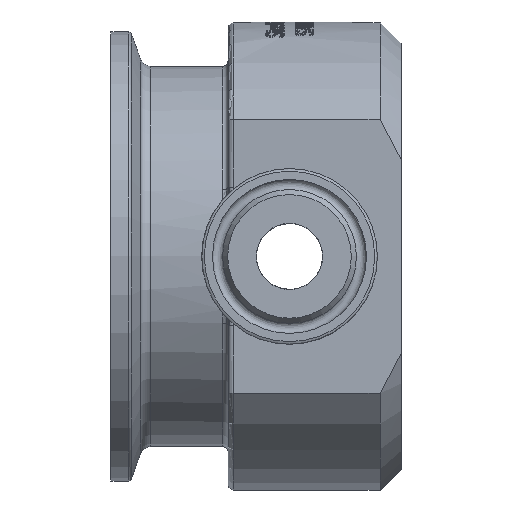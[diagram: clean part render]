
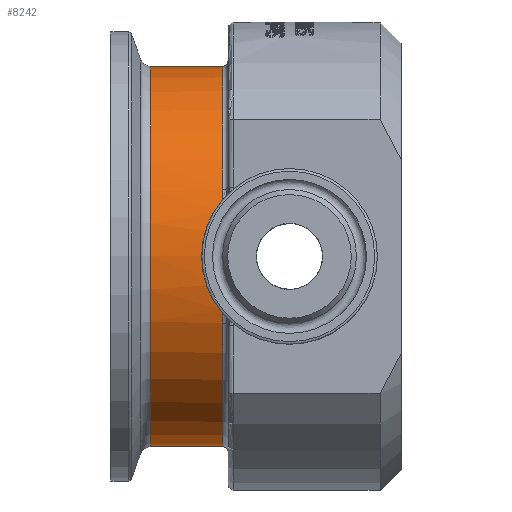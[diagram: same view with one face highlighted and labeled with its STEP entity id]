
A CAD part, left-side view. The second image highlights one B-rep face of the part: STEP entity #8242.
In plain terms, the highlighted cylindrical face has radius 27.051 mm (diameter 54.102 mm), a full revolution.
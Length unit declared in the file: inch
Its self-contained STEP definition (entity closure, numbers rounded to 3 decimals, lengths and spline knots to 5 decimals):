
#168=FACE_BOUND('',#2468,.T.);
#414=CYLINDRICAL_SURFACE('',#8762,1.065);
#1924=FACE_OUTER_BOUND('',#2467,.T.);
#2467=EDGE_LOOP('',(#7496));
#2468=EDGE_LOOP('',(#7497,#7498,#7499,#7500,#7501,#7502));
#2719=CIRCLE('',#8749,1.065);
#2721=CIRCLE('',#8752,1.065);
#2725=CIRCLE('',#8763,1.065);
#2744=B_SPLINE_CURVE_WITH_KNOTS('',3,(#10494,#10495,#10496,#10497,#10498,
#10499,#10500,#10501,#10502,#10503,#10504,#10505,#10506,#10507,#10508,#10509),
 .UNSPECIFIED.,.F.,.F.,(4,3,3,3,3,4),(0.49995,0.58281,
0.71359,0.84088,0.93944,1.),.UNSPECIFIED.);
#2746=B_SPLINE_CURVE_WITH_KNOTS('',3,(#10618,#10619,#10620,#10621,#10622,
#10623,#10624,#10625,#10626,#10627,#10628,#10629,#10630,#10631,#10632,#10633),
 .UNSPECIFIED.,.F.,.F.,(4,3,3,3,3,4),(0.,0.09665,0.20789,
0.35858,0.47234,0.49995),.UNSPECIFIED.);
#2763=B_SPLINE_CURVE_WITH_KNOTS('',3,(#11505,#11506,#11507,#11508,#11509,
#11510,#11511,#11512,#11513,#11514,#11515,#11516,#11517,#11518,#11519,#11520),
 .UNSPECIFIED.,.F.,.F.,(4,3,3,3,3,4),(0.49995,0.58281,
0.71359,0.84088,0.93944,1.),.UNSPECIFIED.);
#2765=B_SPLINE_CURVE_WITH_KNOTS('',3,(#11629,#11630,#11631,#11632,#11633,
#11634,#11635,#11636,#11637,#11638,#11639,#11640,#11641,#11642,#11643,#11644),
 .UNSPECIFIED.,.F.,.F.,(4,3,3,3,3,4),(0.,0.09665,0.20789,
0.35858,0.47234,0.49995),.UNSPECIFIED.);
#3167=VERTEX_POINT('',#10485);
#3168=VERTEX_POINT('',#10493);
#3170=VERTEX_POINT('',#10616);
#3191=VERTEX_POINT('',#11496);
#3192=VERTEX_POINT('',#11504);
#3194=VERTEX_POINT('',#11627);
#3960=VERTEX_POINT('',#19330);
#3980=EDGE_CURVE('',#3167,#3168,#2744,.T.);
#3984=EDGE_CURVE('',#3170,#3167,#2746,.T.);
#4014=EDGE_CURVE('',#3191,#3192,#2763,.T.);
#4018=EDGE_CURVE('',#3194,#3191,#2765,.T.);
#5139=EDGE_CURVE('',#3192,#3170,#2719,.T.);
#5141=EDGE_CURVE('',#3168,#3194,#2721,.T.);
#5158=EDGE_CURVE('',#3960,#3960,#2725,.T.);
#7496=ORIENTED_EDGE('',*,*,#5158,.F.);
#7497=ORIENTED_EDGE('',*,*,#3984,.F.);
#7498=ORIENTED_EDGE('',*,*,#5139,.F.);
#7499=ORIENTED_EDGE('',*,*,#4014,.F.);
#7500=ORIENTED_EDGE('',*,*,#4018,.F.);
#7501=ORIENTED_EDGE('',*,*,#5141,.F.);
#7502=ORIENTED_EDGE('',*,*,#3980,.F.);
#8242=ADVANCED_FACE('',(#1924,#168),#414,.T.);
#8749=AXIS2_PLACEMENT_3D('',#19294,#10256,#10257);
#8752=AXIS2_PLACEMENT_3D('',#19297,#10262,#10263);
#8762=AXIS2_PLACEMENT_3D('',#19329,#10293,#10294);
#8763=AXIS2_PLACEMENT_3D('',#19331,#10295,#10296);
#10256=DIRECTION('center_axis',(0.,-1.,0.));
#10257=DIRECTION('ref_axis',(0.,0.,-1.));
#10262=DIRECTION('center_axis',(0.,-1.,0.));
#10263=DIRECTION('ref_axis',(0.,0.,1.));
#10293=DIRECTION('center_axis',(0.,-1.,0.));
#10294=DIRECTION('ref_axis',(1.,0.,0.));
#10295=DIRECTION('center_axis',(0.,1.,0.));
#10296=DIRECTION('ref_axis',(-1.,0.,0.));
#10485=CARTESIAN_POINT('',(1.065,-0.626,0.));
#10493=CARTESIAN_POINT('',(0.99674,-0.626,0.37514));
#10494=CARTESIAN_POINT('Ctrl Pts',(1.06501,-0.626,
0.));
#10495=CARTESIAN_POINT('Ctrl Pts',(1.06502,-0.626,
0.02504));
#10496=CARTESIAN_POINT('Ctrl Pts',(1.06414,-0.626,
0.05008));
#10497=CARTESIAN_POINT('Ctrl Pts',(1.06228,-0.626,
0.07606));
#10498=CARTESIAN_POINT('Ctrl Pts',(1.05934,-0.626,
0.11707));
#10499=CARTESIAN_POINT('Ctrl Pts',(1.05367,-0.626,
0.1602));
#10500=CARTESIAN_POINT('Ctrl Pts',(1.04599,-0.626,
0.20033));
#10501=CARTESIAN_POINT('Ctrl Pts',(1.03851,-0.626,
0.23939));
#10502=CARTESIAN_POINT('Ctrl Pts',(1.02929,-0.626,
0.27498));
#10503=CARTESIAN_POINT('Ctrl Pts',(1.02109,-0.626,
0.30265));
#10504=CARTESIAN_POINT('Ctrl Pts',(1.01474,-0.626,0.32407));
#10505=CARTESIAN_POINT('Ctrl Pts',(1.00913,-0.626,
0.3407));
#10506=CARTESIAN_POINT('Ctrl Pts',(1.00453,-0.626,
0.35375));
#10507=CARTESIAN_POINT('Ctrl Pts',(1.00171,-0.626,
0.36176));
#10508=CARTESIAN_POINT('Ctrl Pts',(0.99924,-0.626,
0.3685));
#10509=CARTESIAN_POINT('Ctrl Pts',(0.99674,-0.626,
0.37514));
#10616=CARTESIAN_POINT('',(0.99674,-0.626,-0.37514));
#10618=CARTESIAN_POINT('Ctrl Pts',(0.99674,-0.626,
-0.37514));
#10619=CARTESIAN_POINT('Ctrl Pts',(1.00073,-0.626,
-0.36454));
#10620=CARTESIAN_POINT('Ctrl Pts',(1.00477,-0.626,
-0.35345));
#10621=CARTESIAN_POINT('Ctrl Pts',(1.00995,-0.626,
-0.33797));
#10622=CARTESIAN_POINT('Ctrl Pts',(1.01592,-0.626,
-0.32015));
#10623=CARTESIAN_POINT('Ctrl Pts',(1.02331,-0.626,
-0.29656));
#10624=CARTESIAN_POINT('Ctrl Pts',(1.03081,-0.626,
-0.26768));
#10625=CARTESIAN_POINT('Ctrl Pts',(1.04097,-0.626,
-0.22856));
#10626=CARTESIAN_POINT('Ctrl Pts',(1.05077,-0.626,-0.18018));
#10627=CARTESIAN_POINT('Ctrl Pts',(1.0568,-0.626,
-0.13194));
#10628=CARTESIAN_POINT('Ctrl Pts',(1.06134,-0.626,-0.09551));
#10629=CARTESIAN_POINT('Ctrl Pts',(1.06389,-0.626,
-0.05958));
#10630=CARTESIAN_POINT('Ctrl Pts',(1.06471,-0.626,
-0.02506));
#10631=CARTESIAN_POINT('Ctrl Pts',(1.0649,-0.626,
-0.01669));
#10632=CARTESIAN_POINT('Ctrl Pts',(1.065,-0.626,
-0.00834));
#10633=CARTESIAN_POINT('Ctrl Pts',(1.06501,-0.626,
0.));
#11496=CARTESIAN_POINT('',(-1.065,-0.626,0.));
#11504=CARTESIAN_POINT('',(-0.99674,-0.626,-0.37514));
#11505=CARTESIAN_POINT('Ctrl Pts',(-1.06501,-0.626,
0.));
#11506=CARTESIAN_POINT('Ctrl Pts',(-1.06502,-0.626,
-0.02504));
#11507=CARTESIAN_POINT('Ctrl Pts',(-1.06414,-0.626,
-0.05008));
#11508=CARTESIAN_POINT('Ctrl Pts',(-1.06228,-0.626,
-0.07606));
#11509=CARTESIAN_POINT('Ctrl Pts',(-1.05934,-0.626,
-0.11707));
#11510=CARTESIAN_POINT('Ctrl Pts',(-1.05367,-0.626,
-0.1602));
#11511=CARTESIAN_POINT('Ctrl Pts',(-1.04599,-0.626,
-0.20033));
#11512=CARTESIAN_POINT('Ctrl Pts',(-1.03851,-0.626,
-0.23939));
#11513=CARTESIAN_POINT('Ctrl Pts',(-1.02929,-0.626,
-0.27498));
#11514=CARTESIAN_POINT('Ctrl Pts',(-1.02109,-0.626,
-0.30265));
#11515=CARTESIAN_POINT('Ctrl Pts',(-1.01474,-0.626,
-0.32407));
#11516=CARTESIAN_POINT('Ctrl Pts',(-1.00913,-0.626,
-0.3407));
#11517=CARTESIAN_POINT('Ctrl Pts',(-1.00453,-0.626,
-0.35375));
#11518=CARTESIAN_POINT('Ctrl Pts',(-1.00171,-0.626,
-0.36176));
#11519=CARTESIAN_POINT('Ctrl Pts',(-0.99924,-0.626,
-0.3685));
#11520=CARTESIAN_POINT('Ctrl Pts',(-0.99674,-0.626,
-0.37514));
#11627=CARTESIAN_POINT('',(-0.99674,-0.626,0.37514));
#11629=CARTESIAN_POINT('Ctrl Pts',(-0.99674,-0.626,
0.37514));
#11630=CARTESIAN_POINT('Ctrl Pts',(-1.00073,-0.626,
0.36454));
#11631=CARTESIAN_POINT('Ctrl Pts',(-1.00477,-0.626,
0.35345));
#11632=CARTESIAN_POINT('Ctrl Pts',(-1.00995,-0.626,
0.33797));
#11633=CARTESIAN_POINT('Ctrl Pts',(-1.01592,-0.626,
0.32015));
#11634=CARTESIAN_POINT('Ctrl Pts',(-1.02331,-0.626,
0.29656));
#11635=CARTESIAN_POINT('Ctrl Pts',(-1.03081,-0.626,
0.26768));
#11636=CARTESIAN_POINT('Ctrl Pts',(-1.04097,-0.626,
0.22856));
#11637=CARTESIAN_POINT('Ctrl Pts',(-1.05077,-0.626,
0.18018));
#11638=CARTESIAN_POINT('Ctrl Pts',(-1.0568,-0.626,
0.13194));
#11639=CARTESIAN_POINT('Ctrl Pts',(-1.06134,-0.626,
0.09551));
#11640=CARTESIAN_POINT('Ctrl Pts',(-1.06389,-0.626,
0.05958));
#11641=CARTESIAN_POINT('Ctrl Pts',(-1.06471,-0.626,
0.02506));
#11642=CARTESIAN_POINT('Ctrl Pts',(-1.0649,-0.626,
0.01669));
#11643=CARTESIAN_POINT('Ctrl Pts',(-1.065,-0.626,
0.00834));
#11644=CARTESIAN_POINT('Ctrl Pts',(-1.06501,-0.626,
0.));
#19294=CARTESIAN_POINT('Origin',(0.,-0.626,
0.));
#19297=CARTESIAN_POINT('Origin',(0.,-0.626,
0.));
#19329=CARTESIAN_POINT('Origin',(0.,-0.90278,
0.));
#19330=CARTESIAN_POINT('',(1.065,-0.22258,0.));
#19331=CARTESIAN_POINT('Origin',(0.,-0.22258,
0.));
